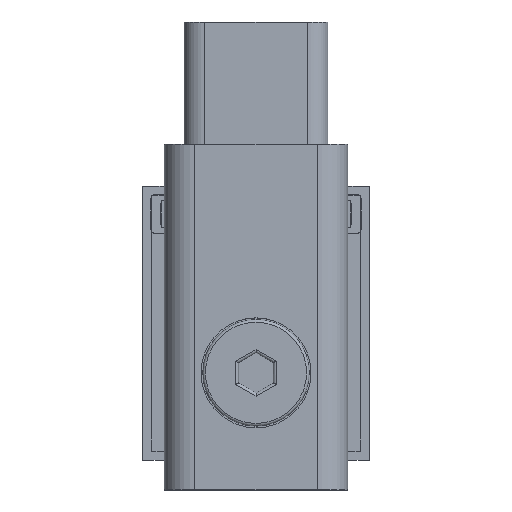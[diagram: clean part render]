
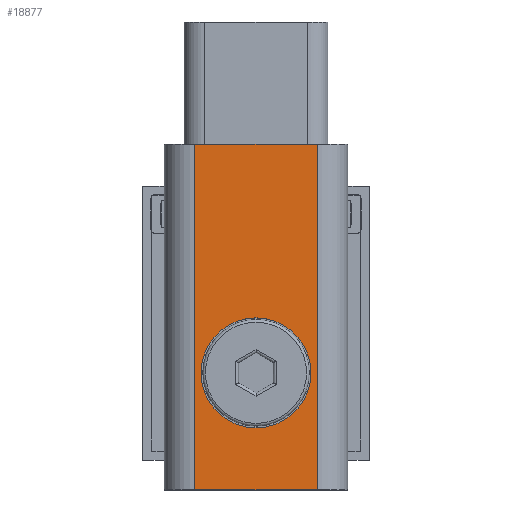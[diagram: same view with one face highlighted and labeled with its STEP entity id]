
A CAD part, top view. The second image highlights one B-rep face of the part: STEP entity #18877.
In plain terms, the highlighted planar face has unit normal (0, 0, 1).
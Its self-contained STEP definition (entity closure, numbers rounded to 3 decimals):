
#229=FACE_BOUND('',#2194,.T.);
#401=PLANE('',#20140);
#1191=FACE_OUTER_BOUND('',#2193,.T.);
#2193=EDGE_LOOP('',(#13765,#13766,#13767,#13768));
#2194=EDGE_LOOP('',(#13769));
#3170=CIRCLE('',#20118,3.15);
#3986=LINE('',#29705,#6211);
#4013=LINE('',#29779,#6238);
#4015=LINE('',#29783,#6240);
#4016=LINE('',#29784,#6241);
#6211=VECTOR('',#22147,10.);
#6238=VECTOR('',#22220,10.);
#6240=VECTOR('',#22224,10.);
#6241=VECTOR('',#22225,10.);
#8429=VERTEX_POINT('',#29695);
#8433=VERTEX_POINT('',#29703);
#8434=VERTEX_POINT('',#29707);
#8457=VERTEX_POINT('',#29777);
#8458=VERTEX_POINT('',#29782);
#10509=EDGE_CURVE('',#8429,#8433,#3986,.T.);
#10510=EDGE_CURVE('',#8434,#8434,#3170,.T.);
#10546=EDGE_CURVE('',#8457,#8433,#4013,.T.);
#10548=EDGE_CURVE('',#8429,#8458,#4015,.T.);
#10549=EDGE_CURVE('',#8457,#8458,#4016,.T.);
#13765=ORIENTED_EDGE('',*,*,#10548,.F.);
#13766=ORIENTED_EDGE('',*,*,#10509,.T.);
#13767=ORIENTED_EDGE('',*,*,#10546,.F.);
#13768=ORIENTED_EDGE('',*,*,#10549,.T.);
#13769=ORIENTED_EDGE('',*,*,#10510,.T.);
#18877=ADVANCED_FACE('',(#1191,#229),#401,.T.);
#20118=AXIS2_PLACEMENT_3D('',#29708,#22150,#22151);
#20140=AXIS2_PLACEMENT_3D('',#29781,#22222,#22223);
#22147=DIRECTION('',(1.,0.,0.));
#22150=DIRECTION('center_axis',(0.,0.,
-1.));
#22151=DIRECTION('ref_axis',(-1.,0.,0.));
#22220=DIRECTION('',(0.,-1.,0.));
#22222=DIRECTION('center_axis',(0.,0.,
1.));
#22223=DIRECTION('ref_axis',(-1.,0.,0.));
#22224=DIRECTION('',(0.,1.,0.));
#22225=DIRECTION('',(-1.,0.,0.));
#29695=CARTESIAN_POINT('',(102.3,-74.31,6.6));
#29703=CARTESIAN_POINT('',(109.3,-74.31,6.6));
#29705=CARTESIAN_POINT('',(103.125,-74.31,6.6));
#29707=CARTESIAN_POINT('',(108.95,-67.61,6.6));
#29708=CARTESIAN_POINT('Origin',(105.8,-67.61,6.6));
#29777=CARTESIAN_POINT('',(109.3,-54.5,6.6));
#29779=CARTESIAN_POINT('',(109.3,-69.677,6.6));
#29781=CARTESIAN_POINT('Origin',(105.8,-63.634,6.6));
#29782=CARTESIAN_POINT('',(102.3,-54.5,6.6));
#29783=CARTESIAN_POINT('',(102.3,-57.592,6.6));
#29784=CARTESIAN_POINT('',(108.475,-54.5,6.6));
